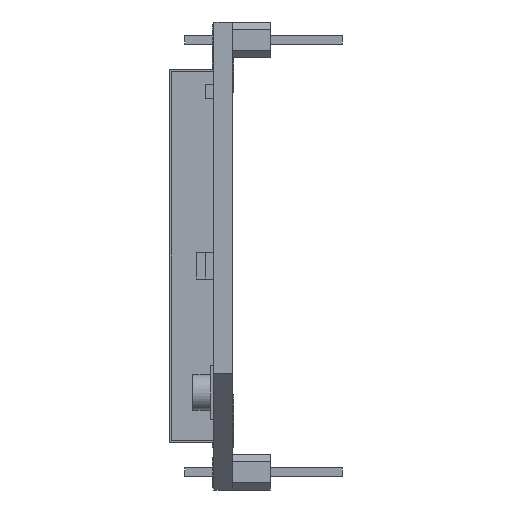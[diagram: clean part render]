
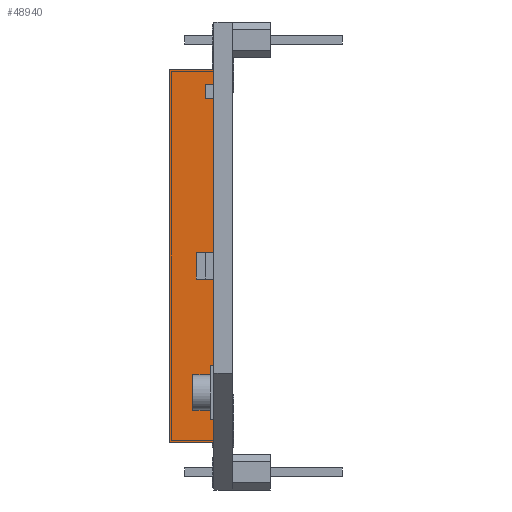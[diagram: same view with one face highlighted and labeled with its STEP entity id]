
A CAD part, left-side view. The second image highlights one B-rep face of the part: STEP entity #48940.
In plain terms, the highlighted planar face has unit normal (-1, 0, 0).
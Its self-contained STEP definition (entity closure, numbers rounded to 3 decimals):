
#231 = LINE ( 'NONE', #4303, #5074 ) ;
#2004 = CARTESIAN_POINT ( 'NONE',  ( -14.65, 1.02, 10.5 ) ) ;
#2505 = ORIENTED_EDGE ( 'NONE', *, *, #8881, .T. ) ;
#4303 = CARTESIAN_POINT ( 'NONE',  ( -14.65, 1.02, -10.5 ) ) ;
#4428 = FACE_OUTER_BOUND ( 'NONE', #35146, .T. ) ;
#5074 = VECTOR ( 'NONE', #12072, 1000. ) ;
#8881 = EDGE_CURVE ( 'NONE', #9009, #41214, #231, .T. ) ;
#9009 = VERTEX_POINT ( 'NONE', #43906 ) ;
#11130 = CARTESIAN_POINT ( 'NONE',  ( -14.65, 3.52, -10.5 ) ) ;
#12072 = DIRECTION ( 'NONE',  ( 0., 0., 1. ) ) ;
#13944 = VECTOR ( 'NONE', #33780, 1000. ) ;
#17366 = CARTESIAN_POINT ( 'NONE',  ( -14.65, 3.52, 10.5 ) ) ;
#19474 = VECTOR ( 'NONE', #47903, 1000. ) ;
#20308 = ORIENTED_EDGE ( 'NONE', *, *, #27377, .F. ) ;
#20598 = LINE ( 'NONE', #26014, #13944 ) ;
#23380 = CARTESIAN_POINT ( 'NONE',  ( -14.65, 3.52, 10.5 ) ) ;
#24273 = VECTOR ( 'NONE', #30942, 1000. ) ;
#24442 = EDGE_CURVE ( 'NONE', #32822, #41214, #29613, .T. ) ;
#25975 = DIRECTION ( 'NONE',  ( 1., 0., 0. ) ) ;
#26014 = CARTESIAN_POINT ( 'NONE',  ( -14.65, 3.52, -10.5 ) ) ;
#27377 = EDGE_CURVE ( 'NONE', #34163, #32822, #49586, .T. ) ;
#27691 = EDGE_CURVE ( 'NONE', #34163, #9009, #20598, .T. ) ;
#29356 = AXIS2_PLACEMENT_3D ( 'NONE', #11130, #25975, #30178 ) ;
#29613 = LINE ( 'NONE', #23380, #24273 ) ;
#30178 = DIRECTION ( 'NONE',  ( 0., 0., -1. ) ) ;
#30942 = DIRECTION ( 'NONE',  ( 0., -1., 0. ) ) ;
#32822 = VERTEX_POINT ( 'NONE', #17366 ) ;
#33780 = DIRECTION ( 'NONE',  ( 0., -1., 0. ) ) ;
#34163 = VERTEX_POINT ( 'NONE', #44636 ) ;
#35146 = EDGE_LOOP ( 'NONE', ( #2505, #50077, #20308, #39319 ) ) ;
#35973 = CARTESIAN_POINT ( 'NONE',  ( -14.65, 3.52, -10.5 ) ) ;
#39319 = ORIENTED_EDGE ( 'NONE', *, *, #27691, .T. ) ;
#41214 = VERTEX_POINT ( 'NONE', #2004 ) ;
#43906 = CARTESIAN_POINT ( 'NONE',  ( -14.65, 1.02, -10.5 ) ) ;
#44636 = CARTESIAN_POINT ( 'NONE',  ( -14.65, 3.52, -10.5 ) ) ;
#47903 = DIRECTION ( 'NONE',  ( 0., 0., 1. ) ) ;
#48940 = ADVANCED_FACE ( 'NONE', ( #4428 ), #49195, .F. ) ;
#49195 = PLANE ( 'NONE',  #29356 ) ;
#49586 = LINE ( 'NONE', #35973, #19474 ) ;
#50077 = ORIENTED_EDGE ( 'NONE', *, *, #24442, .F. ) ;
